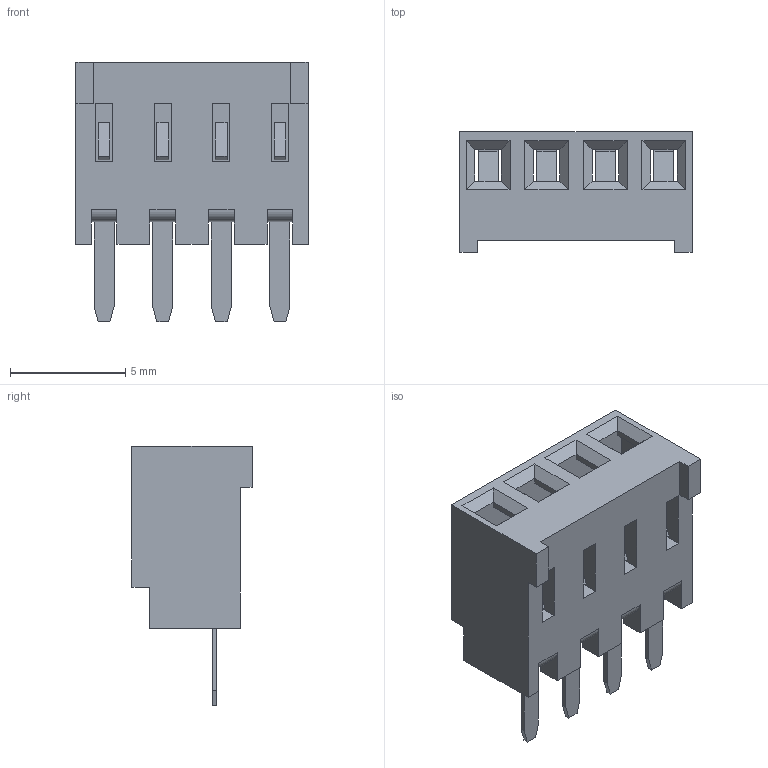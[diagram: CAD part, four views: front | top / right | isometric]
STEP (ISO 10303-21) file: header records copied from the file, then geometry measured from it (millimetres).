
FILE_DESCRIPTION((''),'2;1');
FILE_NAME('022027043','2014-10-13T',('me'),(''),'PRO/ENGINEER BY PARAMETRIC TECHNOLOGY CORPORATION, 2011490','PRO/ENGINEER BY PARAMETRIC TECHNOLOGY CORPORATION, 2011490','');
FILE_SCHEMA(('CONFIG_CONTROL_DESIGN'));
Length unit declared in the file: inch
Products named in the file (1): 022027043
Bounding box: 10.06 x 5.21 x 11.23 mm (x, y, z)
Volume: 158.9 mm3; surface area: 624.2 mm2
Topology: 1 solids, 1 shells, 184 faces, 516 edges, 338 vertices
Faces by surface type: plane 156, cylinder 28
Entity records: 5885 total; most frequent: CARTESIAN_POINT 1031, ORIENTED_EDGE 1016, DIRECTION 950, EDGE_CURVE 508, VECTOR 452, LINE 452, VERTEX_POINT 330, AXIS2_PLACEMENT_3D 249
